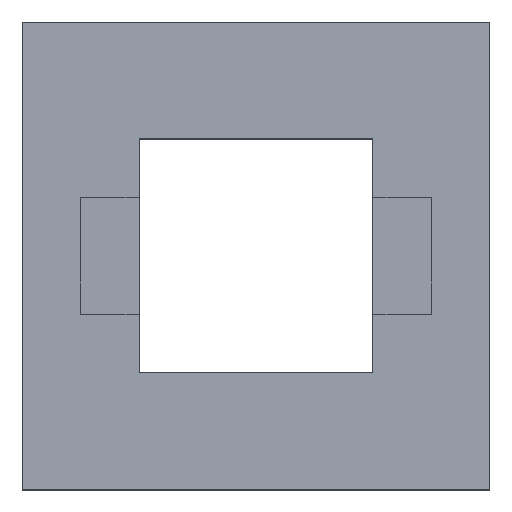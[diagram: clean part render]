
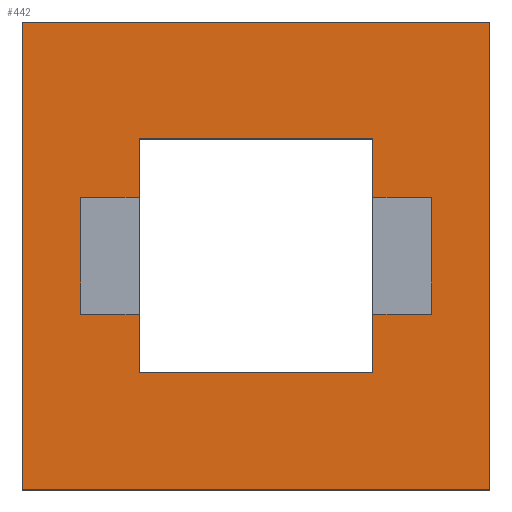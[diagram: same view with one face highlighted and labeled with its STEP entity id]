
A CAD part, top view. The second image highlights one B-rep face of the part: STEP entity #442.
In plain terms, the highlighted planar face has unit normal (0, 0, 1).
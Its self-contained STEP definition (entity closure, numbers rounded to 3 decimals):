
#41=CARTESIAN_POINT('POINT5',(-20.,-10.,20.));
#42=VERTEX_POINT('VERTEX5',#41);
#49=CARTESIAN_POINT('POINT6',(-20.,-20.,20.));
#50=VERTEX_POINT('VERTEX6',#49);
#51=CARTESIAN_POINT('POS7',(-20.,0.,20.));
#52=DIRECTION('DIR8',(0.,1.,0.));
#53=VECTOR('VEC6',#52,1.);
#54=LINE('STRAIGHT6',#51,#53);
#55=EDGE_CURVE('EDGE6',#50,#42,#54,.T.);
#73=CARTESIAN_POINT('POINT9',(-20.,20.,20.));
#74=VERTEX_POINT('VERTEX9',#73);
#81=CARTESIAN_POINT('POINT10',(-20.,10.,20.));
#82=VERTEX_POINT('VERTEX10',#81);
#83=EDGE_CURVE('EDGE10',#82,#74,#54,.T.);
#101=CARTESIAN_POINT('POINT11',(-30.,10.,20.));
#102=VERTEX_POINT('VERTEX11',#101);
#103=CARTESIAN_POINT('POS13',(0.,10.,20.));
#104=DIRECTION('DIR15',(1.,0.,0.));
#105=VECTOR('VEC11',#104,1.);
#106=LINE('STRAIGHT11',#103,#105);
#107=EDGE_CURVE('EDGE12',#102,#82,#106,.T.);
#125=CARTESIAN_POINT('POINT12',(-30.,-10.,20.));
#126=VERTEX_POINT('VERTEX12',#125);
#127=CARTESIAN_POINT('POS16',(-30.,0.,20.));
#128=DIRECTION('DIR19',(0.,1.,0.));
#129=VECTOR('VEC13',#128,1.);
#130=LINE('STRAIGHT13',#127,#129);
#131=EDGE_CURVE('EDGE14',#126,#102,#130,.T.);
#151=CARTESIAN_POINT('POS19',(0.,-10.,20.));
#152=DIRECTION('DIR23',(-1.,0.,0.));
#153=VECTOR('VEC15',#152,1.);
#154=LINE('STRAIGHT15',#151,#153);
#155=EDGE_CURVE('EDGE16',#42,#126,#154,.T.);
#165=CARTESIAN_POINT('POINT13',(-40.,-40.,20.));
#166=VERTEX_POINT('VERTEX13',#165);
#183=CARTESIAN_POINT('POINT16',(40.,-40.,20.));
#184=VERTEX_POINT('VERTEX16',#183);
#191=CARTESIAN_POINT('POS24',(0.,-40.,20.));
#192=DIRECTION('DIR29',(1.,0.,0.));
#193=VECTOR('VEC19',#192,1.);
#194=LINE('STRAIGHT19',#191,#193);
#195=EDGE_CURVE('EDGE20',#166,#184,#194,.T.);
#205=CARTESIAN_POINT('POINT17',(-40.,40.,20.));
#206=VERTEX_POINT('VERTEX17',#205);
#222=CARTESIAN_POINT('POS28',(-40.,0.,20.));
#223=DIRECTION('DIR34',(0.,-1.,0.));
#224=VECTOR('VEC22',#223,1.);
#225=LINE('STRAIGHT22',#222,#224);
#226=EDGE_CURVE('EDGE23',#206,#166,#225,.T.);
#236=CARTESIAN_POINT('POINT19',(40.,40.,20.));
#237=VERTEX_POINT('VERTEX19',#236);
#253=CARTESIAN_POINT('POS32',(0.,40.,20.));
#254=DIRECTION('DIR39',(-1.,0.,0.));
#255=VECTOR('VEC25',#254,1.);
#256=LINE('STRAIGHT25',#253,#255);
#257=EDGE_CURVE('EDGE26',#237,#206,#256,.T.);
#275=CARTESIAN_POINT('POS35',(40.,0.,20.));
#276=DIRECTION('DIR43',(0.,1.,0.));
#277=VECTOR('VEC27',#276,1.);
#278=LINE('STRAIGHT27',#275,#277);
#279=EDGE_CURVE('EDGE28',#184,#237,#278,.T.);
#289=CARTESIAN_POINT('POINT21',(20.,-10.,20.));
#290=VERTEX_POINT('VERTEX21',#289);
#299=CARTESIAN_POINT('POINT23',(30.,-10.,20.));
#300=VERTEX_POINT('VERTEX23',#299);
#301=EDGE_CURVE('EDGE30',#300,#290,#154,.T.);
#317=CARTESIAN_POINT('POINT25',(20.,-20.,20.));
#318=VERTEX_POINT('VERTEX25',#317);
#319=CARTESIAN_POINT('POS39',(0.,-20.,20.));
#320=DIRECTION('DIR48',(-1.,0.,0.));
#321=VECTOR('VEC30',#320,1.);
#322=LINE('STRAIGHT30',#319,#321);
#323=EDGE_CURVE('EDGE33',#318,#50,#322,.T.);
#377=CARTESIAN_POINT('POINT28',(20.,20.,20.));
#378=VERTEX_POINT('VERTEX28',#377);
#385=CARTESIAN_POINT('POS47',(0.,20.,20.));
#386=DIRECTION('DIR58',(1.,0.,0.));
#387=VECTOR('VEC36',#386,1.);
#388=LINE('STRAIGHT36',#385,#387);
#389=EDGE_CURVE('EDGE39',#74,#378,#388,.T.);
#401=ORIENTED_EDGE('COEDGE61',*,*,#279,.T.);
#402=ORIENTED_EDGE('COEDGE62',*,*,#257,.T.);
#403=ORIENTED_EDGE('COEDGE63',*,*,#226,.T.);
#404=ORIENTED_EDGE('COEDGE64',*,*,#195,.T.);
#405=EDGE_LOOP('NONE',(#401,#402,#403,#404));
#406=FACE_BOUND('LOOP1',#405,.T.);
#407=ORIENTED_EDGE('COEDGE65',*,*,#155,.T.);
#408=ORIENTED_EDGE('COEDGE66',*,*,#131,.T.);
#409=ORIENTED_EDGE('COEDGE67',*,*,#107,.T.);
#410=ORIENTED_EDGE('COEDGE68',*,*,#83,.T.);
#411=ORIENTED_EDGE('COEDGE69',*,*,#389,.T.);
#412=CARTESIAN_POINT('POINT29',(20.,10.,20.));
#413=VERTEX_POINT('VERTEX29',#412);
#414=CARTESIAN_POINT('POS49',(20.,0.,20.));
#415=DIRECTION('DIR61',(0.,-1.,0.));
#416=VECTOR('VEC37',#415,1.);
#417=LINE('STRAIGHT37',#414,#416);
#418=EDGE_CURVE('EDGE40',#378,#413,#417,.T.);
#419=ORIENTED_EDGE('COEDGE70',*,*,#418,.T.);
#420=CARTESIAN_POINT('POINT30',(30.,10.,20.));
#421=VERTEX_POINT('VERTEX30',#420);
#422=EDGE_CURVE('EDGE41',#413,#421,#106,.T.);
#423=ORIENTED_EDGE('COEDGE71',*,*,#422,.T.);
#424=CARTESIAN_POINT('POS50',(30.,0.,20.));
#425=DIRECTION('DIR62',(0.,-1.,0.));
#426=VECTOR('VEC38',#425,1.);
#427=LINE('STRAIGHT38',#424,#426);
#428=EDGE_CURVE('EDGE42',#421,#300,#427,.T.);
#429=ORIENTED_EDGE('COEDGE72',*,*,#428,.T.);
#430=ORIENTED_EDGE('COEDGE73',*,*,#301,.T.);
#431=EDGE_CURVE('EDGE43',#290,#318,#417,.T.);
#432=ORIENTED_EDGE('COEDGE74',*,*,#431,.T.);
#433=ORIENTED_EDGE('COEDGE75',*,*,#323,.T.);
#434=ORIENTED_EDGE('COEDGE76',*,*,#55,.T.);
#435=EDGE_LOOP('NONE',(#407,#408,#409,#410,#411,#419,#423,#429,#430,#432
   ,#433,#434));
#436=FACE_BOUND('LOOP1',#435,.T.);
#437=CARTESIAN_POINT('POS51',(0.,0.,20.));
#438=DIRECTION('DIR63',(0.,0.,1.));
#439=DIRECTION('DIR64',(1.,0.,0.));
#440=AXIS2_PLACEMENT_3D('AXIS13',#437,#438,#439);
#441=PLANE('PLANE13',#440);
#442=ADVANCED_FACE('FACE14',(#406,#436),#441,.T.);
